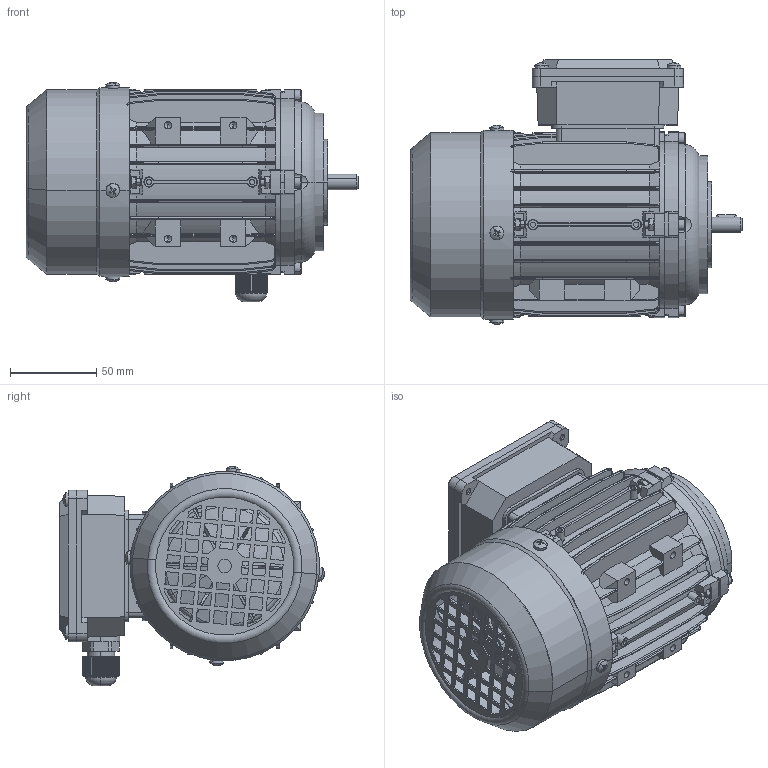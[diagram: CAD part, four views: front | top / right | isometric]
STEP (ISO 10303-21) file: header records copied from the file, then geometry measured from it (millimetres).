
FILE_DESCRIPTION (( 'STEP AP203' ), '1' );
FILE_NAME ('MS56 B14蚾饜芞.STEP', '2014-12-29T01:41:36', ( 'USER' ), ( 'MS' ), 'SwSTEP 2.0', 'SolidWorks 2008', '' );
FILE_SCHEMA (( 'CONFIG_CONTROL_DESIGN' ));
Length unit declared in the file: millimetre
Products named in the file (15): MS56 B14蚾饜芞; Circlips for shaft--Type A large GB_GB_CONNECTING_PIECE_RING_RRA 12; Cross recessed thread forming screws GB_GB_CROSS_SCREWS_TYPE138 M4X10-N; Hexagon socket head cap screws GB_GB_FASTENER_SCREWS_HSHCS M4X20-N; MS56 儂褲蹟譫_GB_FASTENER_NUT_SNAB1 M4-N; 56 风罩_默认; 56机壳_默认; 56转轴_默认; 56 后端盖_默认; Y2 56 风叶_默认; Cross recessed thread forming screws GB_GB_CROSS_SCREWS_TYPE138 M4X8-N; MS56 新接线盒座_默认; MS56 新接线盒盖_默认; 出线螺套M16_默认; 56 B14端盖_默认
Assembly tree (34 placements, depth 2):
  MS56 B14蚾饜芞
    Cross recessed thread forming screws GB_GB_CROSS_SCREWS_TYPE138 M4X8-N  x4
    MS56 新接线盒座_默认
    Cross recessed thread forming screws GB_GB_CROSS_SCREWS_TYPE138 M4X10-N  x4
    Hexagon socket head cap screws GB_GB_FASTENER_SCREWS_HSHCS M4X20-N  x8
    56机壳_默认
    Y2 56 风叶_默认
    MS56 儂褲蹟譫_GB_FASTENER_NUT_SNAB1 M4-N  x8
    56 B14端盖_默认
    56 风罩_默认
    56转轴_默认
    56 后端盖_默认
    Circlips for shaft--Type A large GB_GB_CONNECTING_PIECE_RING_RRA 12
    MS56 新接线盒盖_默认
    出线螺套M16_默认
Bounding box: 193 x 153.95 x 127.5 mm (x, y, z)
Volume: 330315.1 mm3; surface area: 305291.4 mm2
Topology: 34 solids, 34 shells, 2984 faces, 7735 edges, 4846 vertices
Faces by surface type: plane 1593, cylinder 831, cone 277, sphere 96, bspline 94, torus 93
Entity records: 86268 total; most frequent: CARTESIAN_POINT 23091, ORIENTED_EDGE 13226, DIRECTION 12171, EDGE_CURVE 6613, AXIS2_PLACEMENT_3D 4220, VERTEX_POINT 4183, VECTOR 3731, LINE 3731
